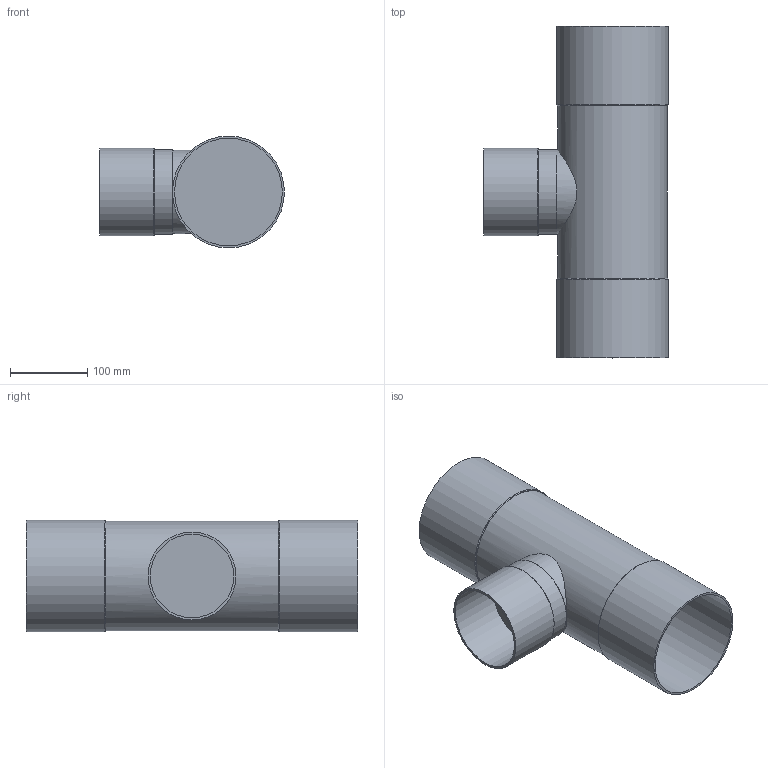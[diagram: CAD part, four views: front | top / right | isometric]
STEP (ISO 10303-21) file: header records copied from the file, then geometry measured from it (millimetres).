
FILE_DESCRIPTION( ( 'Unknown' ), '1' );
FILE_NAME( 'F15DN139,7-108.stp', 'Unknown', ( 'Unknown' ), ( 'Unknown' ), 'PSStep 14.0', 'Unknown', ' ' );
FILE_SCHEMA( ( 'AUTOMOTIVE_DESIGN { 1 0 10303 214 1 1 1 1 }' ) );
Length unit declared in the file: millimetre
Products named in the file (1): 1
Bounding box: 239.5 x 430 x 145 mm (x, y, z)
Volume: 4325184.3 mm3; surface area: 376106.1 mm2
Topology: 1 solids, 1 shells, 22 faces, 38 edges, 26 vertices
Faces by surface type: plane 10, cylinder 9, cone 3
Full cylindrical faces by diameter (mm): 108 x2, 110 x1, 114 x1, 139.7 x2, 142 x1, 145 x2
Entity records: 780 total; most frequent: CARTESIAN_POINT 222, DIRECTION 86, AXIS2_PLACEMENT_3D 43, EDGE_LOOP 42, ORIENTED_EDGE 42, FACE_OUTER_BOUND 31, STYLED_ITEM 22, PRESENTATION_STYLE_ASSIGNMENT 22
